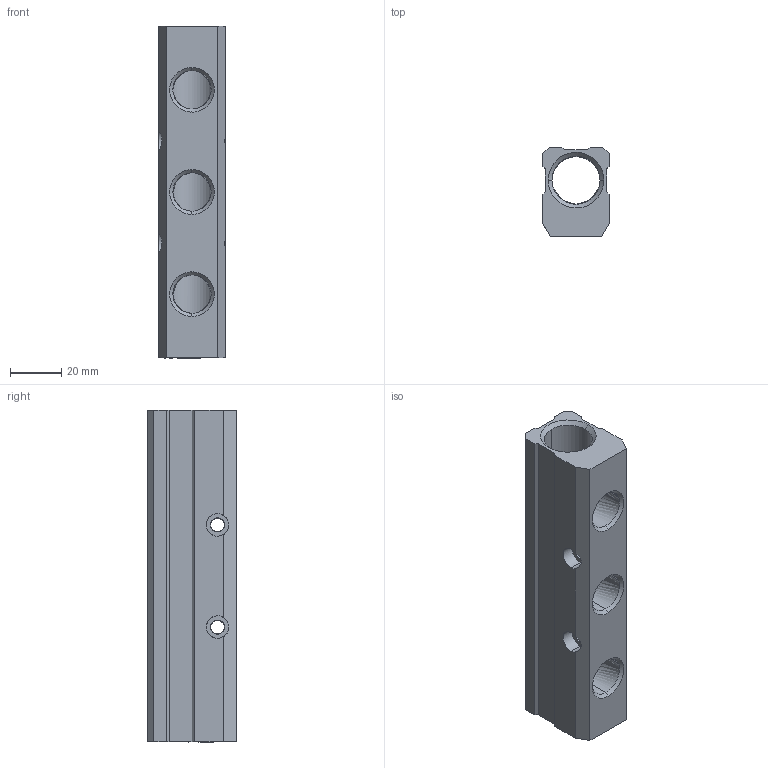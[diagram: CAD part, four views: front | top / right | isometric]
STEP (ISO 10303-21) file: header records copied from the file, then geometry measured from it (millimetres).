
FILE_DESCRIPTION (( 'STEP AP214' ), '1' );
FILE_NAME ('DRF.2F04.3F03.STEP', '2018-09-05T10:23:05', ( '' ), ( '' ), 'SwSTEP 2.0', 'SolidWorks 2018', '' );
FILE_SCHEMA (( 'AUTOMOTIVE_DESIGN' ));
Length unit declared in the file: millimetre
Products named in the file (1): DRF.2F04.3F03
Bounding box: 26 x 35 x 130 mm (x, y, z)
Volume: 66408.5 mm3; surface area: 25681.2 mm2
Topology: 1 solids, 1 shells, 54 faces, 166 edges, 112 vertices
Faces by surface type: bspline 54
Entity records: 3220 total; most frequent: CARTESIAN_POINT 2236, ORIENTED_EDGE 332, EDGE_CURVE 166, B_SPLINE_CURVE_WITH_KNOTS 127, VERTEX_POINT 112, EDGE_LOOP 64, FACE_OUTER_BOUND 54, ADVANCED_FACE 54
